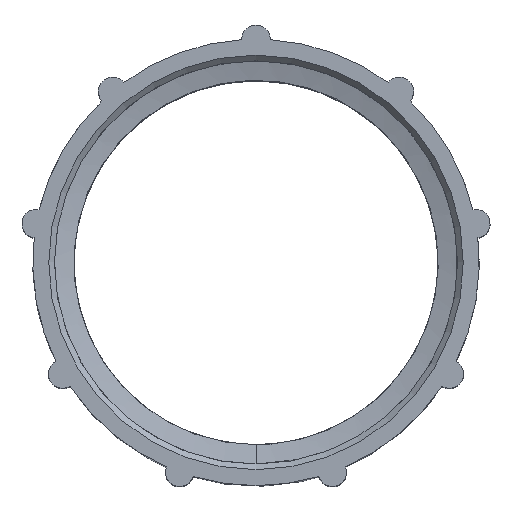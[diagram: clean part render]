
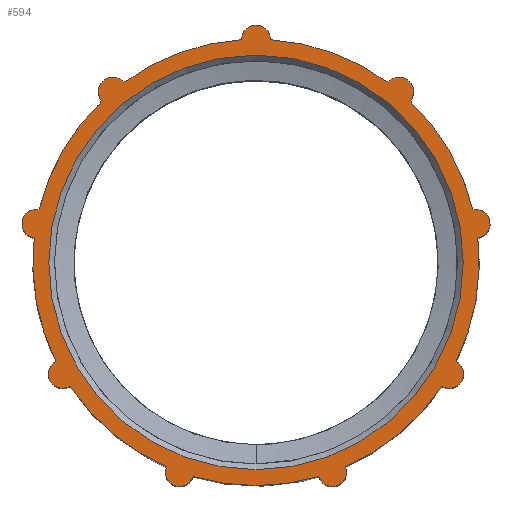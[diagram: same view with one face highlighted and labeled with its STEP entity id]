
A CAD part, top view. The second image highlights one B-rep face of the part: STEP entity #594.
In plain terms, the highlighted planar face has unit normal (0, 0, 1).
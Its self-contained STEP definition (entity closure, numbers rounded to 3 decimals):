
#35=FACE_BOUND($,#157,.T.);
#115=FACE_OUTER_BOUND($,#156,.T.);
#156=EDGE_LOOP($,(#484,#485,#486,#487,#488,#489,#490,#491,#492,#493,#494,
#495,#496,#497,#498,#499,#500,#501));
#157=EDGE_LOOP($,(#502));
#195=CIRCLE($,#641,19.6);
#196=CIRCLE($,#642,19.6);
#197=CIRCLE($,#643,19.6);
#198=CIRCLE($,#644,19.6);
#199=CIRCLE($,#645,19.6);
#200=CIRCLE($,#646,19.6);
#201=CIRCLE($,#647,19.6);
#202=CIRCLE($,#648,19.6);
#203=CIRCLE($,#649,19.6);
#204=CIRCLE($,#651,18.2);
#205=CIRCLE($,#653,1.25);
#206=CIRCLE($,#654,1.25);
#207=CIRCLE($,#655,1.25);
#208=CIRCLE($,#656,1.25);
#209=CIRCLE($,#657,1.25);
#210=CIRCLE($,#658,1.25);
#211=CIRCLE($,#659,1.25);
#212=CIRCLE($,#660,1.25);
#213=CIRCLE($,#661,1.25);
#265=VERTEX_POINT($,#1551);
#269=VERTEX_POINT($,#1580);
#270=VERTEX_POINT($,#1582);
#274=VERTEX_POINT($,#1612);
#275=VERTEX_POINT($,#1614);
#279=VERTEX_POINT($,#1644);
#280=VERTEX_POINT($,#1646);
#284=VERTEX_POINT($,#1676);
#285=VERTEX_POINT($,#1678);
#289=VERTEX_POINT($,#1708);
#290=VERTEX_POINT($,#1710);
#294=VERTEX_POINT($,#1740);
#295=VERTEX_POINT($,#1742);
#299=VERTEX_POINT($,#1772);
#300=VERTEX_POINT($,#1774);
#304=VERTEX_POINT($,#1804);
#305=VERTEX_POINT($,#1806);
#309=VERTEX_POINT($,#1836);
#310=VERTEX_POINT($,#1840);
#338=EDGE_CURVE($,#269,#270,#195,.T.);
#343=EDGE_CURVE($,#274,#275,#196,.T.);
#348=EDGE_CURVE($,#279,#280,#197,.T.);
#353=EDGE_CURVE($,#284,#285,#198,.T.);
#358=EDGE_CURVE($,#289,#290,#199,.T.);
#363=EDGE_CURVE($,#294,#295,#200,.T.);
#368=EDGE_CURVE($,#299,#300,#201,.T.);
#373=EDGE_CURVE($,#304,#305,#202,.T.);
#378=EDGE_CURVE($,#309,#265,#203,.T.);
#379=EDGE_CURVE($,#310,#310,#204,.T.);
#380=EDGE_CURVE($,#305,#309,#205,.T.);
#381=EDGE_CURVE($,#300,#304,#206,.T.);
#382=EDGE_CURVE($,#295,#299,#207,.T.);
#383=EDGE_CURVE($,#290,#294,#208,.T.);
#384=EDGE_CURVE($,#285,#289,#209,.T.);
#385=EDGE_CURVE($,#280,#284,#210,.T.);
#386=EDGE_CURVE($,#275,#279,#211,.T.);
#387=EDGE_CURVE($,#270,#274,#212,.T.);
#388=EDGE_CURVE($,#265,#269,#213,.T.);
#484=ORIENTED_EDGE($,*,*,#378,.F.);
#485=ORIENTED_EDGE($,*,*,#380,.F.);
#486=ORIENTED_EDGE($,*,*,#373,.F.);
#487=ORIENTED_EDGE($,*,*,#381,.F.);
#488=ORIENTED_EDGE($,*,*,#368,.F.);
#489=ORIENTED_EDGE($,*,*,#382,.F.);
#490=ORIENTED_EDGE($,*,*,#363,.F.);
#491=ORIENTED_EDGE($,*,*,#383,.F.);
#492=ORIENTED_EDGE($,*,*,#358,.F.);
#493=ORIENTED_EDGE($,*,*,#384,.F.);
#494=ORIENTED_EDGE($,*,*,#353,.F.);
#495=ORIENTED_EDGE($,*,*,#385,.F.);
#496=ORIENTED_EDGE($,*,*,#348,.F.);
#497=ORIENTED_EDGE($,*,*,#386,.F.);
#498=ORIENTED_EDGE($,*,*,#343,.F.);
#499=ORIENTED_EDGE($,*,*,#387,.F.);
#500=ORIENTED_EDGE($,*,*,#338,.F.);
#501=ORIENTED_EDGE($,*,*,#388,.F.);
#502=ORIENTED_EDGE($,*,*,#379,.F.);
#577=PLANE($,#652);
#594=ADVANCED_FACE($,(#115,#35),#577,.F.);
#641=AXIS2_PLACEMENT_3D($,#1583,#745,#746);
#642=AXIS2_PLACEMENT_3D($,#1615,#749,#750);
#643=AXIS2_PLACEMENT_3D($,#1647,#753,#754);
#644=AXIS2_PLACEMENT_3D($,#1679,#757,#758);
#645=AXIS2_PLACEMENT_3D($,#1711,#761,#762);
#646=AXIS2_PLACEMENT_3D($,#1743,#765,#766);
#647=AXIS2_PLACEMENT_3D($,#1775,#769,#770);
#648=AXIS2_PLACEMENT_3D($,#1807,#773,#774);
#649=AXIS2_PLACEMENT_3D($,#1838,#777,#778);
#651=AXIS2_PLACEMENT_3D($,#1841,#781,#782);
#652=AXIS2_PLACEMENT_3D($,#1842,#783,#784);
#653=AXIS2_PLACEMENT_3D($,#1843,#785,#786);
#654=AXIS2_PLACEMENT_3D($,#1844,#787,#788);
#655=AXIS2_PLACEMENT_3D($,#1845,#789,#790);
#656=AXIS2_PLACEMENT_3D($,#1846,#791,#792);
#657=AXIS2_PLACEMENT_3D($,#1847,#793,#794);
#658=AXIS2_PLACEMENT_3D($,#1848,#795,#796);
#659=AXIS2_PLACEMENT_3D($,#1849,#797,#798);
#660=AXIS2_PLACEMENT_3D($,#1850,#799,#800);
#661=AXIS2_PLACEMENT_3D($,#1851,#801,#802);
#745=DIRECTION('center_axis',(0.,0.,-1.));
#746=DIRECTION('ref_axis',(-1.,0.,0.));
#749=DIRECTION('center_axis',(0.,0.,-1.));
#750=DIRECTION('ref_axis',(-1.,0.,0.));
#753=DIRECTION('center_axis',(0.,0.,-1.));
#754=DIRECTION('ref_axis',(-1.,0.,0.));
#757=DIRECTION('center_axis',(0.,0.,-1.));
#758=DIRECTION('ref_axis',(-1.,0.,0.));
#761=DIRECTION('center_axis',(0.,0.,-1.));
#762=DIRECTION('ref_axis',(-1.,0.,0.));
#765=DIRECTION('center_axis',(0.,0.,-1.));
#766=DIRECTION('ref_axis',(-1.,0.,0.));
#769=DIRECTION('center_axis',(0.,0.,-1.));
#770=DIRECTION('ref_axis',(-1.,0.,0.));
#773=DIRECTION('center_axis',(0.,0.,-1.));
#774=DIRECTION('ref_axis',(-1.,0.,0.));
#777=DIRECTION('center_axis',(0.,0.,-1.));
#778=DIRECTION('ref_axis',(-1.,0.,0.));
#781=DIRECTION('center_axis',(0.,0.,1.));
#782=DIRECTION('ref_axis',(-1.,0.,0.));
#783=DIRECTION('center_axis',(0.,0.,-1.));
#784=DIRECTION('ref_axis',(-1.,0.,0.));
#785=DIRECTION('center_axis',(0.,0.,-1.));
#786=DIRECTION('ref_axis',(-1.,0.,0.));
#787=DIRECTION('center_axis',(0.,0.,-1.));
#788=DIRECTION('ref_axis',(-0.766,-0.643,0.));
#789=DIRECTION('center_axis',(0.,0.,-1.));
#790=DIRECTION('ref_axis',(-0.174,-0.985,0.));
#791=DIRECTION('center_axis',(0.,0.,-1.));
#792=DIRECTION('ref_axis',(0.5,-0.866,0.));
#793=DIRECTION('center_axis',(0.,0.,-1.));
#794=DIRECTION('ref_axis',(0.94,-0.342,0.));
#795=DIRECTION('center_axis',(0.,0.,-1.));
#796=DIRECTION('ref_axis',(0.94,0.342,0.));
#797=DIRECTION('center_axis',(0.,0.,-1.));
#798=DIRECTION('ref_axis',(0.5,0.866,0.));
#799=DIRECTION('center_axis',(0.,0.,-1.));
#800=DIRECTION('ref_axis',(-0.174,0.985,0.));
#801=DIRECTION('center_axis',(0.,0.,-1.));
#802=DIRECTION('ref_axis',(-0.766,0.643,0.));
#1551=CARTESIAN_POINT('',(11.616,15.787,33.5));
#1580=CARTESIAN_POINT('',(13.53,14.181,33.5));
#1582=CARTESIAN_POINT('',(19.046,4.627,33.5));
#1583=CARTESIAN_POINT('Origin',(0.,0.,33.5));
#1612=CARTESIAN_POINT('',(19.48,2.166,33.5));
#1614=CARTESIAN_POINT('',(17.564,-8.698,33.5));
#1615=CARTESIAN_POINT('Origin',(0.,0.,33.5));
#1644=CARTESIAN_POINT('',(16.315,-10.862,33.5));
#1646=CARTESIAN_POINT('',(7.864,-17.953,33.5));
#1647=CARTESIAN_POINT('Origin',(0.,0.,33.5));
#1676=CARTESIAN_POINT('',(5.516,-18.808,33.5));
#1678=CARTESIAN_POINT('',(-5.516,-18.808,33.5));
#1679=CARTESIAN_POINT('Origin',(0.,0.,33.5));
#1708=CARTESIAN_POINT('',(-7.864,-17.953,33.5));
#1710=CARTESIAN_POINT('',(-16.315,-10.862,33.5));
#1711=CARTESIAN_POINT('Origin',(0.,0.,33.5));
#1740=CARTESIAN_POINT('',(-17.564,-8.698,33.5));
#1742=CARTESIAN_POINT('',(-19.48,2.166,33.5));
#1743=CARTESIAN_POINT('Origin',(0.,0.,33.5));
#1772=CARTESIAN_POINT('',(-19.046,4.627,33.5));
#1774=CARTESIAN_POINT('',(-13.53,14.181,33.5));
#1775=CARTESIAN_POINT('Origin',(0.,0.,33.5));
#1804=CARTESIAN_POINT('',(-11.616,15.787,33.5));
#1806=CARTESIAN_POINT('',(-1.249,19.56,33.5));
#1807=CARTESIAN_POINT('Origin',(0.,0.,33.5));
#1836=CARTESIAN_POINT('',(1.249,19.56,33.5));
#1838=CARTESIAN_POINT('Origin',(0.,0.,33.5));
#1840=CARTESIAN_POINT('',(18.2,0.,33.5));
#1841=CARTESIAN_POINT('Origin',(0.,0.,33.5));
#1842=CARTESIAN_POINT('Origin',(0.,0.,33.5));
#1843=CARTESIAN_POINT('Origin',(0.,19.6,33.5));
#1844=CARTESIAN_POINT('Origin',(-12.599,15.014,33.5));
#1845=CARTESIAN_POINT('Origin',(-19.302,3.404,33.5));
#1846=CARTESIAN_POINT('Origin',(-16.974,-9.8,33.5));
#1847=CARTESIAN_POINT('Origin',(-6.704,-18.418,33.5));
#1848=CARTESIAN_POINT('Origin',(6.704,-18.418,33.5));
#1849=CARTESIAN_POINT('Origin',(16.974,-9.8,33.5));
#1850=CARTESIAN_POINT('Origin',(19.302,3.404,33.5));
#1851=CARTESIAN_POINT('Origin',(12.599,15.014,33.5));
